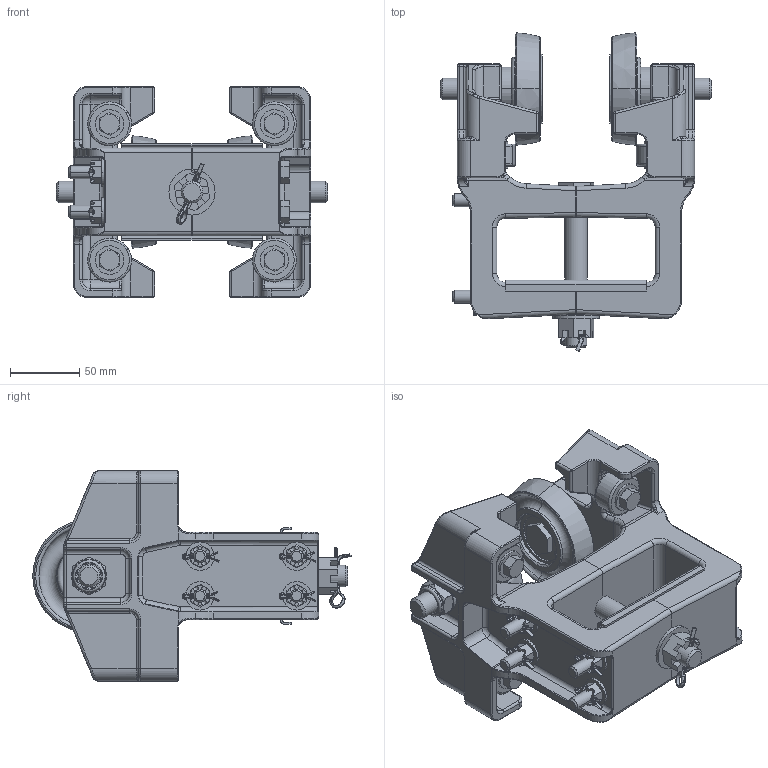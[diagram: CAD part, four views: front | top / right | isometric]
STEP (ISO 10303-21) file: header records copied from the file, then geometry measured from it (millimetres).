
FILE_DESCRIPTION((''),'2;1');
FILE_NAME('10021 AC-500-2-333 TROLLEY.stp','2011-03-30T13:40:38',('jholman'),(''),'Autodesk Inventor 2011','Autodesk Inventor 2011','');
FILE_SCHEMA(('AUTOMOTIVE_DESIGN { 1 0 10303 214 1 1 1 1 }'));
Length unit declared in the file: inch
Products named in the file (23): 10021; 3D11O4B4D; 3D11CHB4C; 3D1177B4C; 3D11A6B4A; 3D11W6B4B; 3D11K7B4B; 3D11Q6B4B; 3D1144G4A; 3D1134G4A; Type A - Plain Washer (Inch) 5/8 - narrow - Type A; Hex Bolt - UNC (Regular Thread - Inch) 5/8-11 UNC - 4.5; 3D1113B4B; 3D1153B4A; Slotted Hex Nut - UNC (Regular Thread - Inch) 3/8 - 16; Pin - Cotter - Extended Prong Square Cut Type (Inch)  ANSI B18.8.1 3/32 x 3/4 Extended Prong Square Cut Type; 3D112HB4B; 3D11X6B4A; Hex Bolt - Inch 3/8-16 UNC - 2; Hex Nut - UNC (Regular Thread - Inch) 3/8 - 16; 3D11X2B4A; 3D1124B4A; 3D1179B4C
Assembly tree (47 placements, depth 3):
  10021
    3D11O4B4D  x2
    3D11CHB4C  x2
      3D1177B4C
      3D11A6B4A
      3D11W6B4B
      3D11K7B4B
      3D11Q6B4B
    3D1144G4A  x2
    3D1134G4A  x2
    Type A - Plain Washer (Inch) 5/8 - narrow - Type A  x2
    Hex Bolt - UNC (Regular Thread - Inch) 5/8-11 UNC - 4.5
    3D1113B4B  x4
    3D1153B4A  x4
    Slotted Hex Nut - UNC (Regular Thread - Inch) 3/8 - 16  x4
    Pin - Cotter - Extended Prong Square Cut Type (Inch)  ANSI B18.8.1 3/32 x 3/4 Extended Prong Square Cut Type  x4
    3D112HB4B  x4
      3D11X6B4A
      3D1153B4A
      Hex Bolt - Inch 3/8-16 UNC - 2
    Hex Nut - UNC (Regular Thread - Inch) 3/8 - 16  x4
    3D11X2B4A
    3D1124B4A
    3D1179B4C
Bounding box: 196.27 x 230.03 x 152.4 mm (x, y, z)
Volume: 1127476.3 mm3; surface area: 337070.5 mm2
Topology: 58 solids, 58 shells, 2302 faces, 5393 edges, 3141 vertices
Faces by surface type: cylinder 732, plane 594, bspline 362, torus 278, cone 204, sphere 132
Full cylindrical faces by diameter (mm): 3.969 x1, 7.798 x8, 9.525 x8, 9.855 x4, 10.319 x8, 13.386 x2, 14.275 x4, 14.351 x2, 15.862 x2, 15.875 x1, 16.272 x2, 16.307 x1, 16.612 x2, 16.662 x2, 16.669 x1, 16.98 x2, 17.374 x2, 23.114 x2, 25.4 x2, 33.325 x2, 40.005 x2
Entity records: 31973 total; most frequent: CARTESIAN_POINT 9462, DIRECTION 4705, ORIENTED_EDGE 4438, EDGE_CURVE 2219, AXIS2_PLACEMENT_3D 1950, VERTEX_POINT 1340, EDGE_LOOP 1063, CIRCLE 1014
